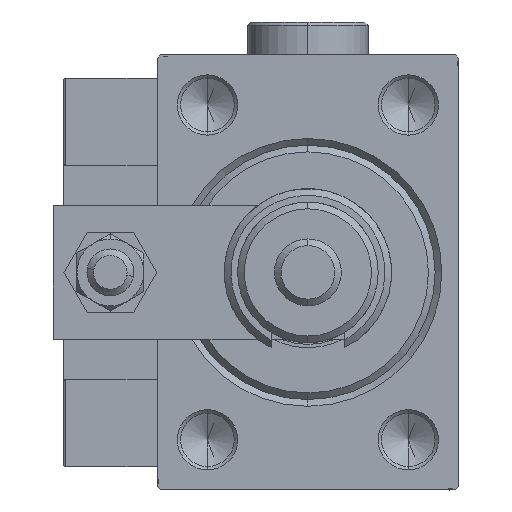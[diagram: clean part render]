
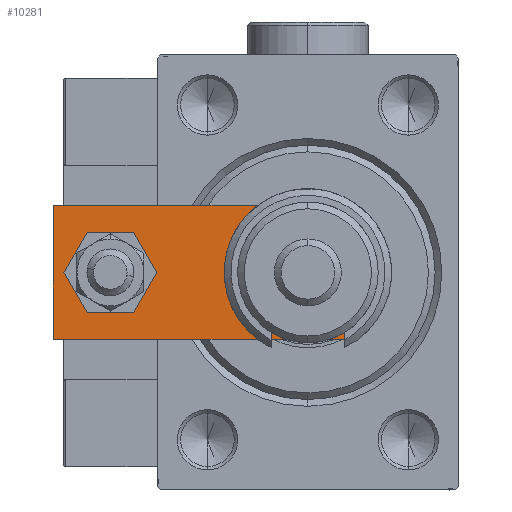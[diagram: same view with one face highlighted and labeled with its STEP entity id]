
A CAD part, left-side view. The second image highlights one B-rep face of the part: STEP entity #10281.
In plain terms, the highlighted face is planar.
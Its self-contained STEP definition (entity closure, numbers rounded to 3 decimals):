
#252 = CARTESIAN_POINT ( 'NONE',  ( 10., 4.24, 6. ) ) ;
#983 = AXIS2_PLACEMENT_3D ( 'NONE', #37509, #24359, #20726 ) ;
#1092 = VECTOR ( 'NONE', #36389, 1000. ) ;
#1181 = EDGE_CURVE ( 'NONE', #18376, #2452, #14382, .T. ) ;
#1337 = DIRECTION ( 'NONE',  ( 0., -1., 0. ) ) ;
#2452 = VERTEX_POINT ( 'NONE', #23256 ) ;
#2779 = DIRECTION ( 'NONE',  ( 1., 0., 0. ) ) ;
#2841 = DIRECTION ( 'NONE',  ( 0., 0., 1. ) ) ;
#4335 = ORIENTED_EDGE ( 'NONE', *, *, #31919, .T. ) ;
#6160 = EDGE_CURVE ( 'NONE', #11701, #13268, #6367, .T. ) ;
#6367 = CIRCLE ( 'NONE', #29650, 7.25 ) ;
#6817 = EDGE_CURVE ( 'NONE', #2452, #18376, #52026, .T. ) ;
#7175 = ORIENTED_EDGE ( 'NONE', *, *, #1181, .F. ) ;
#8005 = CARTESIAN_POINT ( 'NONE',  ( 0., 10., 6. ) ) ;
#8477 = VECTOR ( 'NONE', #10831, 1000. ) ;
#10281 = ADVANCED_FACE ( 'NONE', ( #41211, #20202, #16563 ), #33630, .T. ) ;
#10295 = CARTESIAN_POINT ( 'NONE',  ( -10., 48., 6. ) ) ;
#10423 = EDGE_CURVE ( 'NONE', #54925, #22283, #18475, .T. ) ;
#10560 = CARTESIAN_POINT ( 'NONE',  ( -7.25, 10., 6. ) ) ;
#10831 = DIRECTION ( 'NONE',  ( 0.707, -0.707, 0. ) ) ;
#11103 = CARTESIAN_POINT ( 'NONE',  ( -2.88, -2.88, 6. ) ) ;
#11701 = VERTEX_POINT ( 'NONE', #23357 ) ;
#12292 = EDGE_CURVE ( 'NONE', #13268, #11701, #31561, .T. ) ;
#12381 = VERTEX_POINT ( 'NONE', #23226 ) ;
#13118 = DIRECTION ( 'NONE',  ( 0., 0., 1. ) ) ;
#13268 = VERTEX_POINT ( 'NONE', #10560 ) ;
#14382 = CIRCLE ( 'NONE', #983, 4. ) ;
#16361 = AXIS2_PLACEMENT_3D ( 'NONE', #52081, #42847, #38642 ) ;
#16545 = EDGE_CURVE ( 'NONE', #52084, #12381, #44995, .T. ) ;
#16563 = FACE_BOUND ( 'NONE', #47945, .T. ) ;
#16664 = VECTOR ( 'NONE', #32709, 1000. ) ;
#17308 = CARTESIAN_POINT ( 'NONE',  ( 0., 39.5, 6. ) ) ;
#18376 = VERTEX_POINT ( 'NONE', #21297 ) ;
#18475 = LINE ( 'NONE', #40327, #1092 ) ;
#18861 = ORIENTED_EDGE ( 'NONE', *, *, #27481, .T. ) ;
#18913 = DIRECTION ( 'NONE',  ( 0.707, 0.707, 0. ) ) ;
#19946 = CARTESIAN_POINT ( 'NONE',  ( -10., 4.24, 6. ) ) ;
#20202 = FACE_OUTER_BOUND ( 'NONE', #47117, .T. ) ;
#20361 = ORIENTED_EDGE ( 'NONE', *, *, #10423, .T. ) ;
#20696 = DIRECTION ( 'NONE',  ( 1., 0., 0. ) ) ;
#20726 = DIRECTION ( 'NONE',  ( 1., 0., 0. ) ) ;
#21297 = CARTESIAN_POINT ( 'NONE',  ( 4., 39.5, 6. ) ) ;
#22283 = VERTEX_POINT ( 'NONE', #45563 ) ;
#22850 = ORIENTED_EDGE ( 'NONE', *, *, #46903, .T. ) ;
#23226 = CARTESIAN_POINT ( 'NONE',  ( -5.76, 0., 6. ) ) ;
#23256 = CARTESIAN_POINT ( 'NONE',  ( -4., 39.5, 6. ) ) ;
#23357 = CARTESIAN_POINT ( 'NONE',  ( 7.25, 10., 6. ) ) ;
#23419 = EDGE_CURVE ( 'NONE', #26383, #33879, #36817, .T. ) ;
#23941 = CARTESIAN_POINT ( 'NONE',  ( 2.88, -2.88, 6. ) ) ;
#24065 = LINE ( 'NONE', #41149, #27585 ) ;
#24359 = DIRECTION ( 'NONE',  ( 0., 0., 1. ) ) ;
#26383 = VERTEX_POINT ( 'NONE', #36595 ) ;
#27481 = EDGE_CURVE ( 'NONE', #12381, #26383, #24065, .T. ) ;
#27585 = VECTOR ( 'NONE', #2779, 1000. ) ;
#27975 = LINE ( 'NONE', #36633, #16664 ) ;
#29028 = DIRECTION ( 'NONE',  ( 1., 0., 0. ) ) ;
#29168 = DIRECTION ( 'NONE',  ( 1., 0., 0. ) ) ;
#29650 = AXIS2_PLACEMENT_3D ( 'NONE', #8005, #33768, #29028 ) ;
#31485 = AXIS2_PLACEMENT_3D ( 'NONE', #32800, #2841, #29168 ) ;
#31561 = CIRCLE ( 'NONE', #16361, 7.25 ) ;
#31919 = EDGE_CURVE ( 'NONE', #33879, #54925, #27975, .T. ) ;
#32709 = DIRECTION ( 'NONE',  ( 0., 1., 0. ) ) ;
#32800 = CARTESIAN_POINT ( 'NONE',  ( 0., 0., 6. ) ) ;
#33630 = PLANE ( 'NONE',  #31485 ) ;
#33768 = DIRECTION ( 'NONE',  ( 0., 0., 1. ) ) ;
#33879 = VERTEX_POINT ( 'NONE', #252 ) ;
#35117 = ORIENTED_EDGE ( 'NONE', *, *, #23419, .T. ) ;
#35963 = VECTOR ( 'NONE', #1337, 1000. ) ;
#36389 = DIRECTION ( 'NONE',  ( -1., 0., 0. ) ) ;
#36595 = CARTESIAN_POINT ( 'NONE',  ( 5.76, 0., 6. ) ) ;
#36633 = CARTESIAN_POINT ( 'NONE',  ( 10., 0., 6. ) ) ;
#36817 = LINE ( 'NONE', #23941, #53320 ) ;
#37509 = CARTESIAN_POINT ( 'NONE',  ( 0., 39.5, 6. ) ) ;
#37704 = AXIS2_PLACEMENT_3D ( 'NONE', #17308, #13118, #20696 ) ;
#38642 = DIRECTION ( 'NONE',  ( 1., 0., 0. ) ) ;
#38808 = CARTESIAN_POINT ( 'NONE',  ( 10., 48., 6. ) ) ;
#40327 = CARTESIAN_POINT ( 'NONE',  ( 10., 48., 6. ) ) ;
#41149 = CARTESIAN_POINT ( 'NONE',  ( -10., 0., 6. ) ) ;
#41211 = FACE_BOUND ( 'NONE', #53622, .T. ) ;
#41416 = ORIENTED_EDGE ( 'NONE', *, *, #6817, .F. ) ;
#42437 = ORIENTED_EDGE ( 'NONE', *, *, #12292, .F. ) ;
#42847 = DIRECTION ( 'NONE',  ( 0., 0., 1. ) ) ;
#44995 = LINE ( 'NONE', #11103, #8477 ) ;
#45563 = CARTESIAN_POINT ( 'NONE',  ( -10., 48., 6. ) ) ;
#46127 = ORIENTED_EDGE ( 'NONE', *, *, #16545, .T. ) ;
#46903 = EDGE_CURVE ( 'NONE', #22283, #52084, #52856, .T. ) ;
#47117 = EDGE_LOOP ( 'NONE', ( #22850, #46127, #18861, #35117, #4335, #20361 ) ) ;
#47945 = EDGE_LOOP ( 'NONE', ( #42437, #55297 ) ) ;
#52026 = CIRCLE ( 'NONE', #37704, 4. ) ;
#52081 = CARTESIAN_POINT ( 'NONE',  ( 0., 10., 6. ) ) ;
#52084 = VERTEX_POINT ( 'NONE', #19946 ) ;
#52856 = LINE ( 'NONE', #10295, #35963 ) ;
#53320 = VECTOR ( 'NONE', #18913, 1000. ) ;
#53622 = EDGE_LOOP ( 'NONE', ( #41416, #7175 ) ) ;
#54925 = VERTEX_POINT ( 'NONE', #38808 ) ;
#55297 = ORIENTED_EDGE ( 'NONE', *, *, #6160, .F. ) ;
